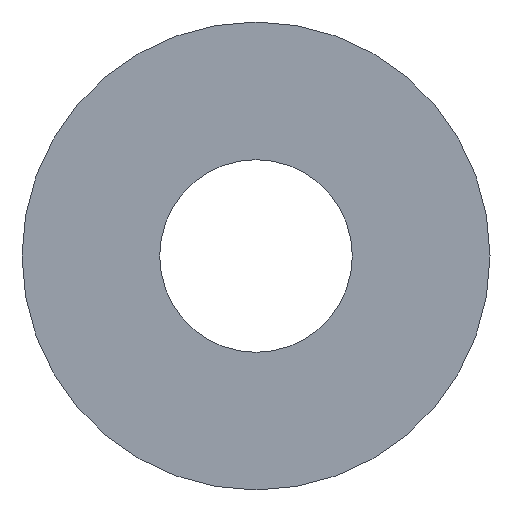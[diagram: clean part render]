
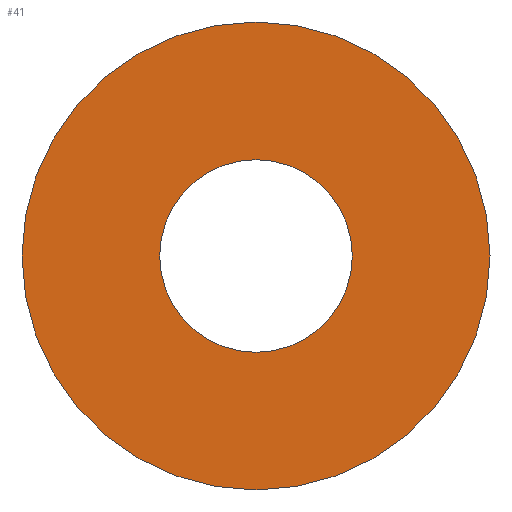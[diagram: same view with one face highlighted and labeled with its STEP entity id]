
A CAD part, left-side view. The second image highlights one B-rep face of the part: STEP entity #41.
In plain terms, the highlighted planar face has unit normal (-1, 0, 0).
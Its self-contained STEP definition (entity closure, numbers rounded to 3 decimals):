
#1 = PLANE ( 'NONE',  #200 ) ;
#4 = CIRCLE ( 'NONE', #162, 3.5 ) ;
#13 = VERTEX_POINT ( 'NONE', #73 ) ;
#21 = DIRECTION ( 'NONE',  ( 1., 0., 0. ) ) ;
#24 = AXIS2_PLACEMENT_3D ( 'NONE', #202, #205, #31 ) ;
#28 = ORIENTED_EDGE ( 'NONE', *, *, #130, .T. ) ;
#30 = VERTEX_POINT ( 'NONE', #183 ) ;
#31 = DIRECTION ( 'NONE',  ( 0., 0., -1. ) ) ;
#38 = DIRECTION ( 'NONE',  ( 0., 0., -1. ) ) ;
#41 = ADVANCED_FACE ( 'NONE', ( #55, #223 ), #1, .F. ) ;
#43 = ORIENTED_EDGE ( 'NONE', *, *, #175, .T. ) ;
#55 = FACE_OUTER_BOUND ( 'NONE', #196, .T. ) ;
#56 = DIRECTION ( 'NONE',  ( 1., 0., 0. ) ) ;
#58 = CIRCLE ( 'NONE', #92, 8.5 ) ;
#60 = DIRECTION ( 'NONE',  ( 1., 0., 0. ) ) ;
#67 = ORIENTED_EDGE ( 'NONE', *, *, #190, .F. ) ;
#73 = CARTESIAN_POINT ( 'NONE',  ( 0., 0., -3.5 ) ) ;
#79 = CARTESIAN_POINT ( 'NONE',  ( 0., 0., 0. ) ) ;
#88 = EDGE_CURVE ( 'NONE', #217, #30, #58, .T. ) ;
#92 = AXIS2_PLACEMENT_3D ( 'NONE', #244, #21, #131 ) ;
#114 = AXIS2_PLACEMENT_3D ( 'NONE', #157, #119, #38 ) ;
#119 = DIRECTION ( 'NONE',  ( 1., 0., 0. ) ) ;
#124 = ORIENTED_EDGE ( 'NONE', *, *, #88, .F. ) ;
#130 = EDGE_CURVE ( 'NONE', #13, #220, #231, .T. ) ;
#131 = DIRECTION ( 'NONE',  ( 0., 0., -1. ) ) ;
#136 = CARTESIAN_POINT ( 'NONE',  ( 0., 0., 3.5 ) ) ;
#152 = CIRCLE ( 'NONE', #114, 8.5 ) ;
#157 = CARTESIAN_POINT ( 'NONE',  ( 0., 0., 0. ) ) ;
#162 = AXIS2_PLACEMENT_3D ( 'NONE', #79, #60, #212 ) ;
#175 = EDGE_CURVE ( 'NONE', #220, #13, #4, .T. ) ;
#183 = CARTESIAN_POINT ( 'NONE',  ( 0., 0., -8.5 ) ) ;
#185 = EDGE_LOOP ( 'NONE', ( #43, #28 ) ) ;
#190 = EDGE_CURVE ( 'NONE', #30, #217, #152, .T. ) ;
#191 = CARTESIAN_POINT ( 'NONE',  ( 0., 0., 8.5 ) ) ;
#196 = EDGE_LOOP ( 'NONE', ( #124, #67 ) ) ;
#200 = AXIS2_PLACEMENT_3D ( 'NONE', #242, #56, #226 ) ;
#202 = CARTESIAN_POINT ( 'NONE',  ( 0., 0., 0. ) ) ;
#205 = DIRECTION ( 'NONE',  ( 1., 0., 0. ) ) ;
#212 = DIRECTION ( 'NONE',  ( 0., 0., -1. ) ) ;
#217 = VERTEX_POINT ( 'NONE', #191 ) ;
#220 = VERTEX_POINT ( 'NONE', #136 ) ;
#223 = FACE_BOUND ( 'NONE', #185, .T. ) ;
#226 = DIRECTION ( 'NONE',  ( 0., 0., -1. ) ) ;
#231 = CIRCLE ( 'NONE', #24, 3.5 ) ;
#242 = CARTESIAN_POINT ( 'NONE',  ( 0., 0., 0. ) ) ;
#244 = CARTESIAN_POINT ( 'NONE',  ( 0., 0., 0. ) ) ;
